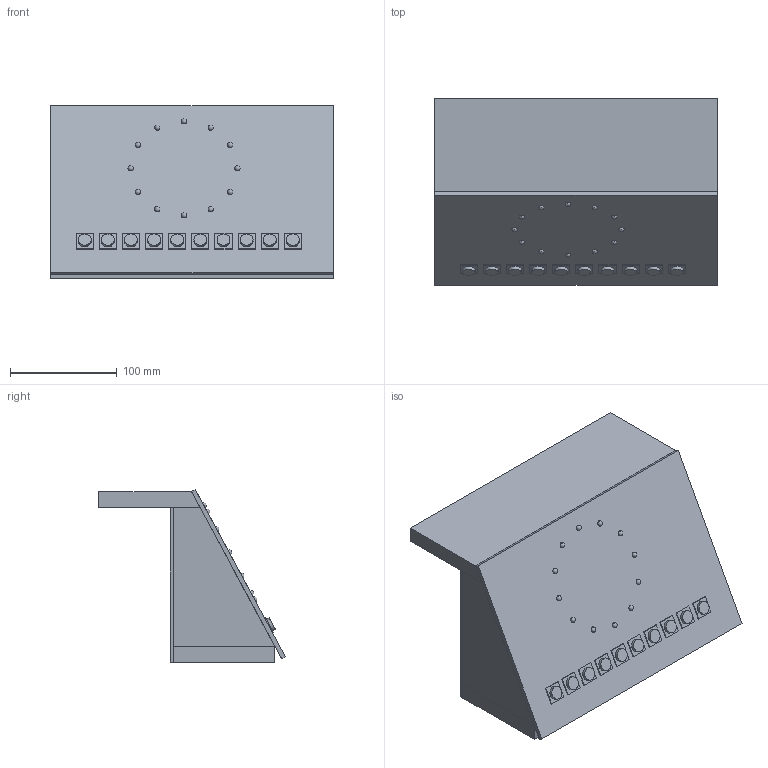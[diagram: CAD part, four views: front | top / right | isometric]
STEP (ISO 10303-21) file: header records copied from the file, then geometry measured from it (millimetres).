
FILE_DESCRIPTION(/* description */ (''),/* implementation_level */ '2;1');
FILE_NAME(/* name */ 'VideRymdPanel v1.step',/* time_stamp */ '2020-11-06T18:57:46+01:00',/* author */ (''),/* organization */ (''),/* preprocessor_version */ 'ST-DEVELOPER v18.1',/* originating_system */ 'Autodesk Translation Framework v9.3.0.1241',/* authorisation */ '');
FILE_SCHEMA (('AUTOMOTIVE_DESIGN { 1 0 10303 214 3 1 1 }'));
Length unit declared in the file: millimetre
Products named in the file (1): VideRymdPanel
Bounding box: 265 x 174.78 x 161.99 mm (x, y, z)
Volume: 1282925.9 mm3; surface area: 349010.3 mm2
Topology: 28 solids, 28 shells, 141 faces, 297 edges, 198 vertices
Faces by surface type: plane 106, cylinder 23, sphere 12
Full cylindrical faces by diameter (mm): 5 x12, 12 x10
Entity records: 3766 total; most frequent: DIRECTION 615, CARTESIAN_POINT 613, ORIENTED_EDGE 546, EDGE_CURVE 273, LINE 215, VECTOR 215, AXIS2_PLACEMENT_3D 200, VERTEX_POINT 198
